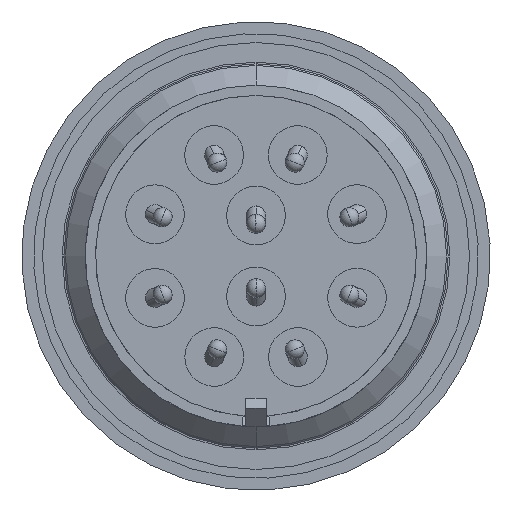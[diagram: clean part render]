
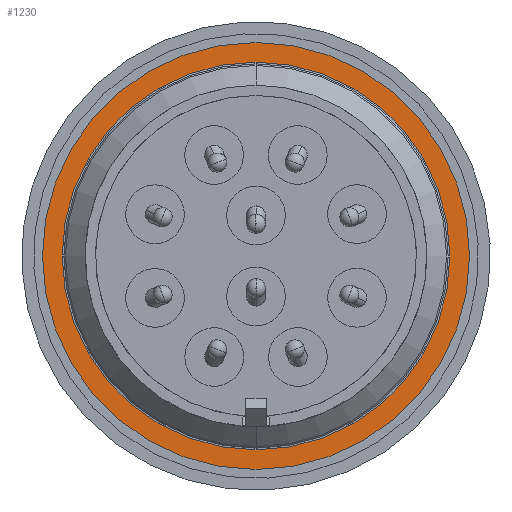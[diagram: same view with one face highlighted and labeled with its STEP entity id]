
A CAD part, front view. The second image highlights one B-rep face of the part: STEP entity #1230.
In plain terms, the highlighted planar face has unit normal (0, -1, 0).
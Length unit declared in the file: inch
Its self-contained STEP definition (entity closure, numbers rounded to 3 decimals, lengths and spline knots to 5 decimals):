
#699 = DIRECTION ( 'NONE',  ( 0., 0., -1. ) ) ;
#700 = DIRECTION ( 'NONE',  ( 0., -1., 0. ) ) ;
#702 = PLANE ( 'NONE',  #20154 ) ;
#708 = CARTESIAN_POINT ( 'NONE',  ( 0., 0.80065, 0.5675 ) ) ;
#1230 = ADVANCED_FACE ( 'NONE', ( #12771, #12769 ), #702, .T. ) ;
#2942 = EDGE_CURVE ( 'NONE', #8636, #8602, #16287, .T. ) ;
#5779 = ORIENTED_EDGE ( 'NONE', *, *, #2942, .T. ) ;
#5791 = ORIENTED_EDGE ( 'NONE', *, *, #18210, .T. ) ;
#5792 = ORIENTED_EDGE ( 'NONE', *, *, #11570, .F. ) ;
#5793 = ORIENTED_EDGE ( 'NONE', *, *, #18340, .F. ) ;
#7324 = AXIS2_PLACEMENT_3D ( 'NONE', #17897, #17899, #17900 ) ;
#8602 = VERTEX_POINT ( 'NONE', #17325 ) ;
#8636 = VERTEX_POINT ( 'NONE', #17345 ) ;
#9461 = CIRCLE ( 'NONE', #7324, 0.625 ) ;
#10417 = CARTESIAN_POINT ( 'NONE',  ( 0., 0.80065, 0. ) ) ;
#10418 = DIRECTION ( 'NONE',  ( 0., 1., 0. ) ) ;
#10419 = DIRECTION ( 'NONE',  ( 0., 0., 1. ) ) ;
#10805 = CARTESIAN_POINT ( 'NONE',  ( 0., 0.80065, 0. ) ) ;
#10806 = DIRECTION ( 'NONE',  ( 0., 1., 0. ) ) ;
#10807 = DIRECTION ( 'NONE',  ( 0., 0., 1. ) ) ;
#11570 = EDGE_CURVE ( 'NONE', #19638, #20556, #9461, .T. ) ;
#12244 = CARTESIAN_POINT ( 'NONE',  ( 0., 0.80065, 0.625 ) ) ;
#12379 = CARTESIAN_POINT ( 'NONE',  ( 0., 0.80065, -0.625 ) ) ;
#12769 = FACE_OUTER_BOUND ( 'NONE', #20805, .T. ) ;
#12771 = FACE_BOUND ( 'NONE', #20595, .T. ) ;
#14585 = CIRCLE ( 'NONE', #15383, 0.5675 ) ;
#14730 = CIRCLE ( 'NONE', #15476, 0.625 ) ;
#15383 = AXIS2_PLACEMENT_3D ( 'NONE', #10417, #10418, #10419 ) ;
#15476 = AXIS2_PLACEMENT_3D ( 'NONE', #10805, #10806, #10807 ) ;
#16287 = CIRCLE ( 'NONE', #20395, 0.5675 ) ;
#17325 = CARTESIAN_POINT ( 'NONE',  ( 0., 0.80065, -0.5675 ) ) ;
#17345 = CARTESIAN_POINT ( 'NONE',  ( 0., 0.80065, 0.5675 ) ) ;
#17897 = CARTESIAN_POINT ( 'NONE',  ( 0., 0.80065, 0. ) ) ;
#17899 = DIRECTION ( 'NONE',  ( 0., 1., 0. ) ) ;
#17900 = DIRECTION ( 'NONE',  ( 0., 0., 1. ) ) ;
#18210 = EDGE_CURVE ( 'NONE', #8602, #8636, #14585, .T. ) ;
#18340 = EDGE_CURVE ( 'NONE', #20556, #19638, #14730, .T. ) ;
#19010 = CARTESIAN_POINT ( 'NONE',  ( 0., 0.80065, 0. ) ) ;
#19011 = DIRECTION ( 'NONE',  ( 0., 1., 0. ) ) ;
#19012 = DIRECTION ( 'NONE',  ( 0., 0., 1. ) ) ;
#19638 = VERTEX_POINT ( 'NONE', #12244 ) ;
#20154 = AXIS2_PLACEMENT_3D ( 'NONE', #708, #700, #699 ) ;
#20395 = AXIS2_PLACEMENT_3D ( 'NONE', #19010, #19011, #19012 ) ;
#20556 = VERTEX_POINT ( 'NONE', #12379 ) ;
#20595 = EDGE_LOOP ( 'NONE', ( #5779, #5791 ) ) ;
#20805 = EDGE_LOOP ( 'NONE', ( #5792, #5793 ) ) ;
